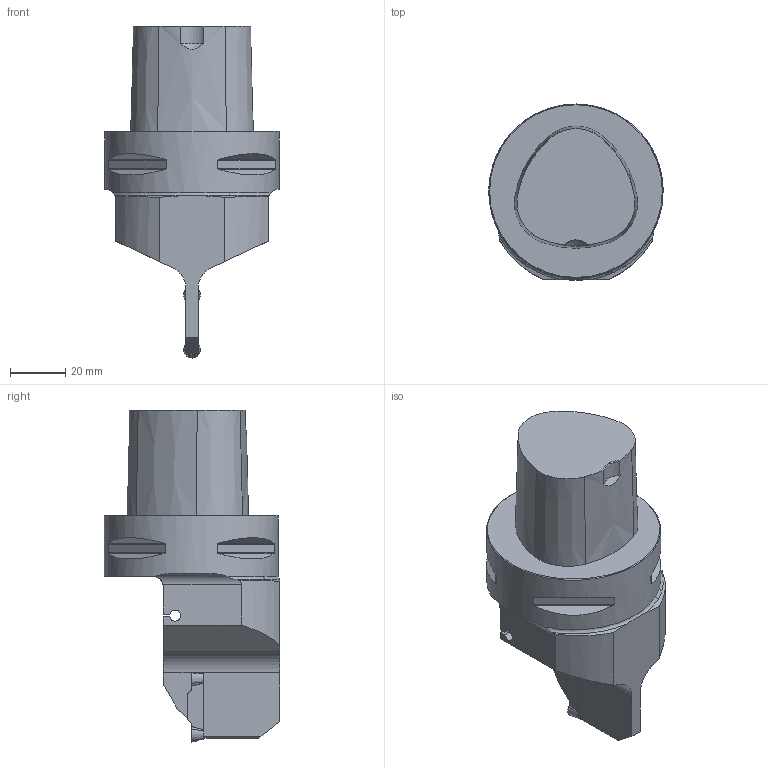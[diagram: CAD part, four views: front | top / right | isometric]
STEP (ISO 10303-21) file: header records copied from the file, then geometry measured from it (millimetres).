
FILE_DESCRIPTION(/* description */ (''),/* implementation_level */ '2;1');
FILE_NAME(/* name */ 'TOOLASSEMBLY_1.STP',/* time_stamp */ '2024-03-19T09:54:04+01:00',/* author */ (''),/* organization */ ('SMS'),/* preprocessor_version */ 'ST-DEVELOPER v16.7',/* originating_system */ 'SIEMENS PLM Software NX 12.0',/* authorisation */ '');
FILE_SCHEMA (('AUTOMOTIVE_DESIGN { 1 0 10303 214 3 1 1 1 }'));
Length unit declared in the file: millimetre
Products named in the file (4): ASSEMBLY_CONSTRUCTION; CUT_20240319095309; NOCUT_20240319094936; TOOLASSEMBLY_1
Assembly tree (3 placements, depth 2):
  TOOLASSEMBLY_1
    NOCUT_20240319094936
    CUT_20240319095309
    ASSEMBLY_CONSTRUCTION
Bounding box: 63 x 63.5 x 120 mm (x, y, z)
Volume: 179026.6 mm3; surface area: 23478.8 mm2
Topology: 2 solids, 2 shells, 96 faces, 270 edges, 189 vertices
Faces by surface type: plane 50, cylinder 24, cone 13, bspline 8, torus 1
Full cylindrical faces by diameter (mm): 63 x1
Entity records: 4993 total; most frequent: CARTESIAN_POINT 2494, ORIENTED_EDGE 530, DIRECTION 426, EDGE_CURVE 265, VERTEX_POINT 180, AXIS2_PLACEMENT_3D 148, LINE 130, VECTOR 130
